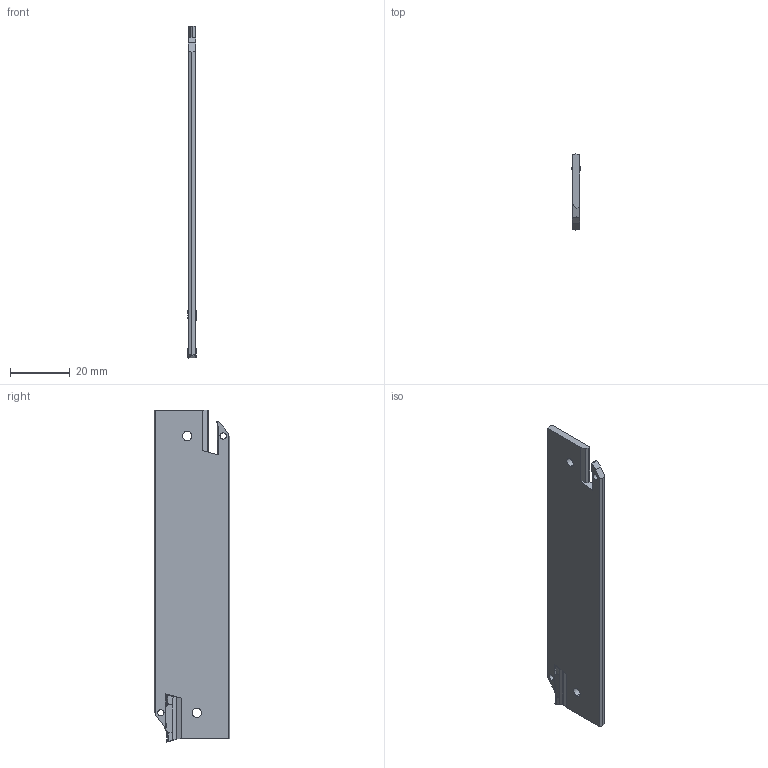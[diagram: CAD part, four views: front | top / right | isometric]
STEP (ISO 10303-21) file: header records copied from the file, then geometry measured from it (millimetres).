
FILE_DESCRIPTION(('CATIA V5 STEP','CAx-IF Rec.Pracs.--- Model Styling and Organization---1.2---2011-12-15'),'2;1');
FILE_NAME('2301405_L.stp','2022-10-31T06:40:07+00:00',('none'),('none'),'CATIA Version 5 Release 21 SP 5 (IN-10)','CATIA V5 STEP AP214','none');
FILE_SCHEMA(('AUTOMOTIVE_DESIGN { 1 0 10303 214 1 1 1 1 }'));
Length unit declared in the file: millimetre
Products named in the file (1): HGFH 26-3 
Bounding box: 3 x 25.36 x 111.09 mm (x, y, z)
Volume: 6246.6 mm3; surface area: 6105.1 mm2
Topology: 2 solids, 2 shells, 128 faces, 406 edges, 283 vertices
Faces by surface type: bspline 52, plane 40, extrusion 26, cylinder 10
Entity records: 15733 total; most frequent: CARTESIAN_POINT 12652, ORIENTED_EDGE 748, EDGE_CURVE 374, B_SPLINE_CURVE_WITH_KNOTS 289, DIRECTION 273, VERTEX_POINT 250, VECTOR 151, EDGE_LOOP 136
